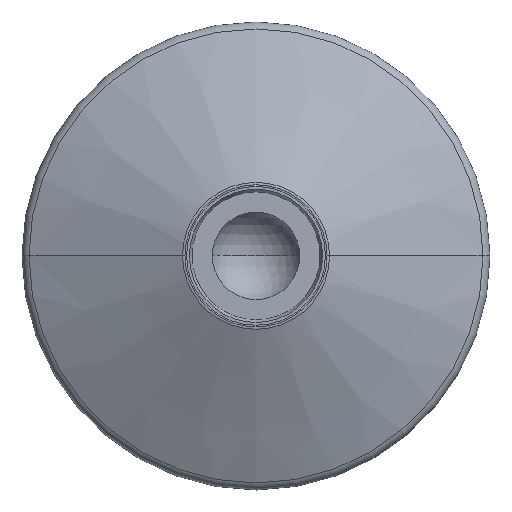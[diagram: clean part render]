
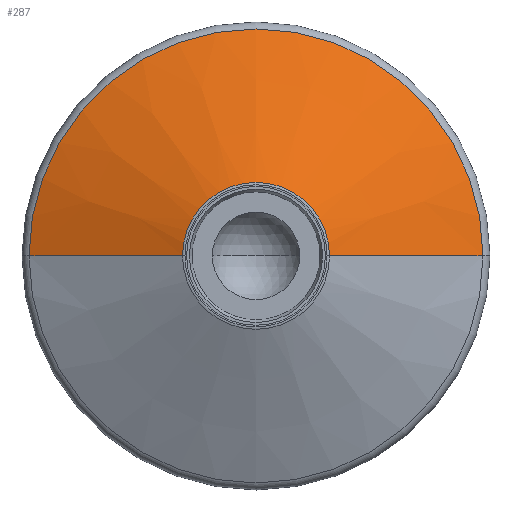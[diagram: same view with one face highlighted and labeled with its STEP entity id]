
A CAD part, top view. The second image highlights one B-rep face of the part: STEP entity #287.
In plain terms, the highlighted conical face has half-angle 65.629 degrees and reference radius 25.365 mm.
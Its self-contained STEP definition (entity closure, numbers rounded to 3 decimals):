
#23 = FACE_OUTER_BOUND ( 'NONE', #696, .T. ) ;
#29 = DIRECTION ( 'NONE',  ( -0.911, 0., -0.413 ) ) ;
#37 = EDGE_CURVE ( 'NONE', #251, #98, #545, .T. ) ;
#81 = AXIS2_PLACEMENT_3D ( 'NONE', #591, #168, #231 ) ;
#98 = VERTEX_POINT ( 'NONE', #621 ) ;
#112 = VECTOR ( 'NONE', #182, 1000. ) ;
#118 = ORIENTED_EDGE ( 'NONE', *, *, #552, .F. ) ;
#124 = CARTESIAN_POINT ( 'NONE',  ( 25.365, 0., 12.04 ) ) ;
#130 = VECTOR ( 'NONE', #29, 1000. ) ;
#168 = DIRECTION ( 'NONE',  ( 0., 0., -1. ) ) ;
#182 = DIRECTION ( 'NONE',  ( 0.911, 0., -0.413 ) ) ;
#195 = AXIS2_PLACEMENT_3D ( 'NONE', #770, #340, #526 ) ;
#204 = CARTESIAN_POINT ( 'NONE',  ( -25.365, 0., 12.04 ) ) ;
#211 = CARTESIAN_POINT ( 'NONE',  ( 0., 0., 12.04 ) ) ;
#231 = DIRECTION ( 'NONE',  ( -1., 0., 0. ) ) ;
#251 = VERTEX_POINT ( 'NONE', #757 ) ;
#287 = ADVANCED_FACE ( 'NONE', ( #23 ), #644, .T. ) ;
#295 = CARTESIAN_POINT ( 'NONE',  ( 12.405, 0., 17.911 ) ) ;
#340 = DIRECTION ( 'NONE',  ( 0., 0., -1. ) ) ;
#385 = VERTEX_POINT ( 'NONE', #515 ) ;
#421 = ORIENTED_EDGE ( 'NONE', *, *, #37, .F. ) ;
#460 = LINE ( 'NONE', #124, #112 ) ;
#495 = DIRECTION ( 'NONE',  ( 0., 0., -1. ) ) ;
#505 = DIRECTION ( 'NONE',  ( -1., 0., 0. ) ) ;
#515 = CARTESIAN_POINT ( 'NONE',  ( 38.325, 0., 6.169 ) ) ;
#516 = CIRCLE ( 'NONE', #81, 38.325 ) ;
#526 = DIRECTION ( 'NONE',  ( -1., 0., 0. ) ) ;
#531 = ORIENTED_EDGE ( 'NONE', *, *, #649, .T. ) ;
#545 = LINE ( 'NONE', #204, #130 ) ;
#552 = EDGE_CURVE ( 'NONE', #98, #385, #516, .T. ) ;
#554 = EDGE_CURVE ( 'NONE', #251, #618, #774, .T. ) ;
#579 = AXIS2_PLACEMENT_3D ( 'NONE', #211, #495, #505 ) ;
#591 = CARTESIAN_POINT ( 'NONE',  ( 0., 0., 6.169 ) ) ;
#618 = VERTEX_POINT ( 'NONE', #295 ) ;
#621 = CARTESIAN_POINT ( 'NONE',  ( -38.325, 0., 6.169 ) ) ;
#644 = CONICAL_SURFACE ( 'NONE', #579, 25.365, 1.145 ) ;
#649 = EDGE_CURVE ( 'NONE', #618, #385, #460, .T. ) ;
#685 = ORIENTED_EDGE ( 'NONE', *, *, #554, .T. ) ;
#696 = EDGE_LOOP ( 'NONE', ( #685, #531, #118, #421 ) ) ;
#757 = CARTESIAN_POINT ( 'NONE',  ( -12.405, 0., 17.911 ) ) ;
#770 = CARTESIAN_POINT ( 'NONE',  ( 0., 0., 17.911 ) ) ;
#774 = CIRCLE ( 'NONE', #195, 12.405 ) ;
